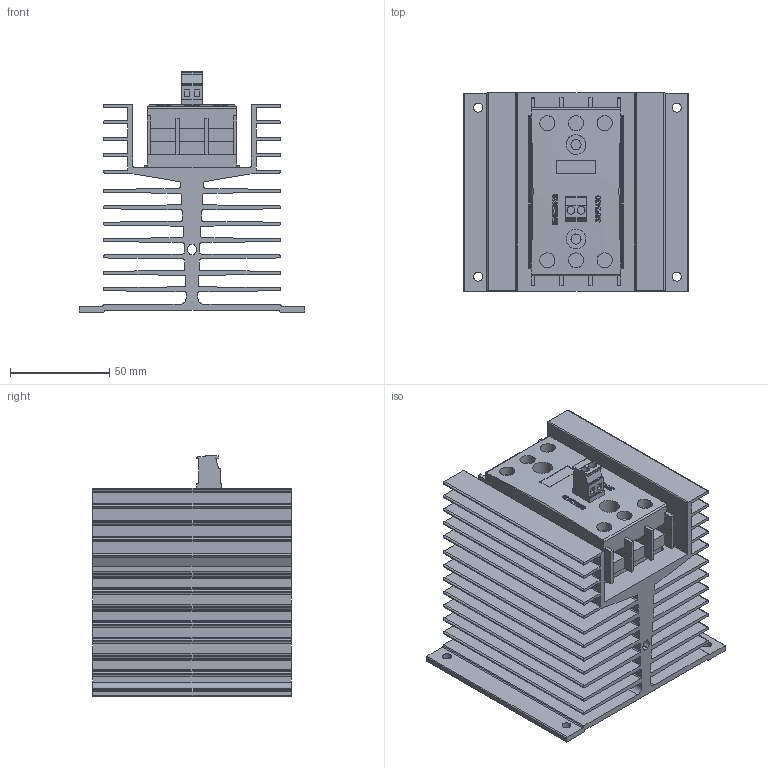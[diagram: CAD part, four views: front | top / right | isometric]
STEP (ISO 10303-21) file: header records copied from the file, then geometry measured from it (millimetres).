
FILE_DESCRIPTION (( 'STEP AP214' ), '1' );
FILE_NAME ('z_5353826_01_000_.STEP', '2006-02-21T12:33:48', ( 'CAT' ), ( 'Siemens AG' ), 'SwSTEP 2.0', 'SolidWorks 2005354', '' );
FILE_SCHEMA (( 'AUTOMOTIVE_DESIGN' ));
Length unit declared in the file: millimetre
Products named in the file (1): z_5353826_01_000_
Bounding box: 113.5 x 99.8 x 120.9 mm (x, y, z)
Volume: 376475.8 mm3; surface area: 216811.6 mm2
Topology: 1 solids, 1 shells, 582 faces, 1619 edges, 1078 vertices
Faces by surface type: plane 332, cylinder 172, bspline 78
Entity records: 28707 total; most frequent: CARTESIAN_POINT 10931, ORIENTED_EDGE 3238, DIRECTION 2810, EDGE_CURVE 1619, VERTEX_POINT 1078, VECTOR 1048, LINE 1048, AXIS2_PLACEMENT_3D 881
